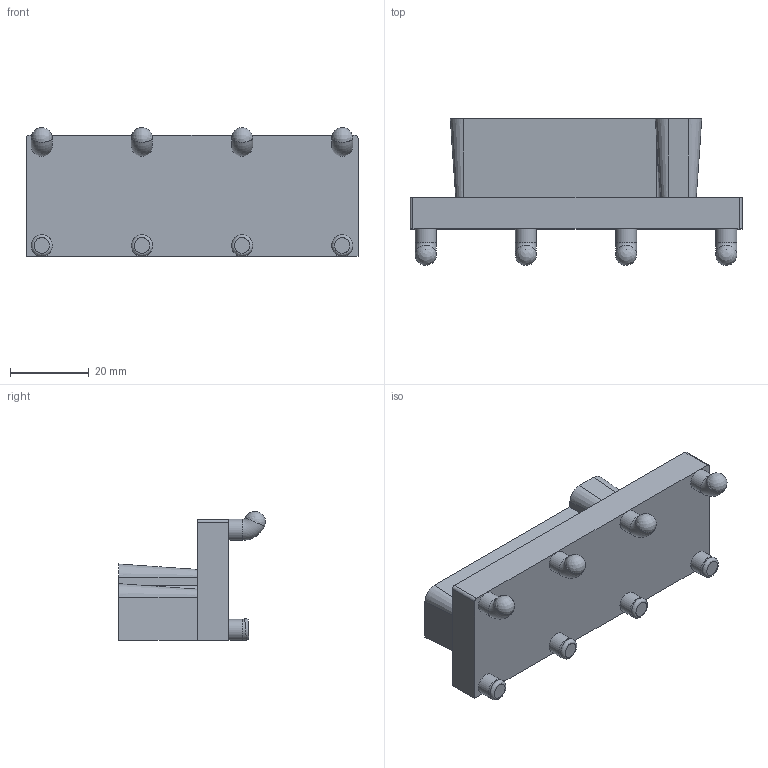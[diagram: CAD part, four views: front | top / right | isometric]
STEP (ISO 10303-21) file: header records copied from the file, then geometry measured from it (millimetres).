
FILE_DESCRIPTION(/* description */ (''),/* implementation_level */ '2;1');
FILE_NAME(/* name */ 'small_hacksaw v4.step',/* time_stamp */ '2022-02-22T09:33:44-06:00',/* author */ (''),/* organization */ (''),/* preprocessor_version */ 'ST-DEVELOPER v18.1',/* originating_system */ 'Autodesk Translation Framework v10.13.0.1454',/* authorisation */ '');
FILE_SCHEMA (('AUTOMOTIVE_DESIGN { 1 0 10303 214 3 1 1 }'));
Length unit declared in the file: millimetre
Products named in the file (4): small_hacksaw; shelf; hooks; tool_cutout
Assembly tree (3 placements, depth 2):
  small_hacksaw
    shelf
    hooks
    tool_cutout
Bounding box: 84.2 x 37.25 x 32.7 mm (x, y, z)
Volume: 40025.7 mm3; surface area: 11224.3 mm2
Topology: 1 solids, 1 shells, 50 faces, 137 edges, 88 vertices
Faces by surface type: plane 20, cylinder 10, bspline 8, torus 8, cone 4
Full cylindrical faces by diameter (mm): 5.35 x8
Entity records: 3448 total; most frequent: CARTESIAN_POINT 2091, ORIENTED_EDGE 272, DIRECTION 269, EDGE_CURVE 136, AXIS2_PLACEMENT_3D 108, VERTEX_POINT 88, CIRCLE 59, LINE 53
